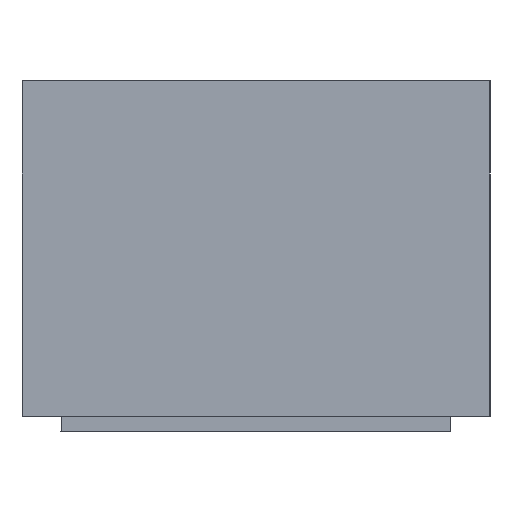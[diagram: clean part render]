
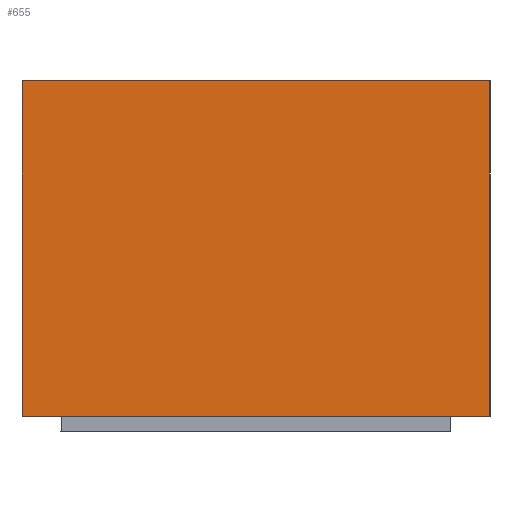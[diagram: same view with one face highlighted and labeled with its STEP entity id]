
A CAD part, left-side view. The second image highlights one B-rep face of the part: STEP entity #655.
In plain terms, the highlighted planar face has unit normal (-1, 0, 0).
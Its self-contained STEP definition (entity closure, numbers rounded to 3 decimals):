
#594 = CARTESIAN_POINT ( 'NONE',  ( -0.5, 0.3, 0.02 ) ) ;
#595 = VERTEX_POINT ( 'NONE', #594 ) ;
#602 = CARTESIAN_POINT ( 'NONE',  ( -0.5, 0.3, 0.45 ) ) ;
#603 = VERTEX_POINT ( 'NONE', #602 ) ;
#604 = CARTESIAN_POINT ( 'NONE',  ( -0.5, 0.3, 0.45 ) ) ;
#605 = DIRECTION ( 'NONE',  ( 0., 0., -1. ) ) ;
#606 = VECTOR ( 'NONE', #605, 1000. ) ;
#607 = LINE ( 'NONE', #604, #606 ) ;
#608 = EDGE_CURVE ( 'NONE', #603, #595, #607, .T. ) ;
#625 = CARTESIAN_POINT ( 'NONE',  ( -0.5, -0.3, 0.02 ) ) ;
#626 = VERTEX_POINT ( 'NONE', #625 ) ;
#627 = CARTESIAN_POINT ( 'NONE',  ( -0.5, -0.3, 0.02 ) ) ;
#628 = DIRECTION ( 'NONE',  ( 0., -1., 0. ) ) ;
#629 = VECTOR ( 'NONE', #628, 1000. ) ;
#630 = LINE ( 'NONE', #627, #629 ) ;
#631 = EDGE_CURVE ( 'NONE', #595, #626, #630, .T. ) ;
#632 = ORIENTED_EDGE ( 'NONE', *, *, #631, .T. ) ;
#633 = CARTESIAN_POINT ( 'NONE',  ( -0.5, -0.3, 0.45 ) ) ;
#634 = VERTEX_POINT ( 'NONE', #633 ) ;
#635 = CARTESIAN_POINT ( 'NONE',  ( -0.5, -0.3, 0.45 ) ) ;
#636 = DIRECTION ( 'NONE',  ( 0., 0., -1. ) ) ;
#637 = VECTOR ( 'NONE', #636, 1000. ) ;
#638 = LINE ( 'NONE', #635, #637 ) ;
#639 = EDGE_CURVE ( 'NONE', #634, #626, #638, .T. ) ;
#640 = ORIENTED_EDGE ( 'NONE', *, *, #639, .F. ) ;
#641 = CARTESIAN_POINT ( 'NONE',  ( -0.5, -0.3, 0.45 ) ) ;
#642 = DIRECTION ( 'NONE',  ( 0., -1., 0. ) ) ;
#643 = VECTOR ( 'NONE', #642, 1000. ) ;
#644 = LINE ( 'NONE', #641, #643 ) ;
#645 = EDGE_CURVE ( 'NONE', #603, #634, #644, .T. ) ;
#646 = ORIENTED_EDGE ( 'NONE', *, *, #645, .F. ) ;
#647 = ORIENTED_EDGE ( 'NONE', *, *, #608, .T. ) ;
#648 = EDGE_LOOP ( 'NONE', ( #632, #640, #646, #647 ) ) ;
#649 = FACE_OUTER_BOUND ( 'NONE', #648, .T. ) ;
#650 = CARTESIAN_POINT ( 'NONE',  ( -0.5, -0.3, 0.45 ) ) ;
#651 = DIRECTION ( 'NONE',  ( 1., 0., 0. ) ) ;
#652 = DIRECTION ( 'NONE',  ( 0., 1., 0. ) ) ;
#653 = AXIS2_PLACEMENT_3D ( 'NONE', #650, #651, #652 ) ;
#654 = PLANE ( 'NONE', #653 ) ;
#655 = ADVANCED_FACE ( 'NONE', ( #649 ), #654, .F. ) ;
